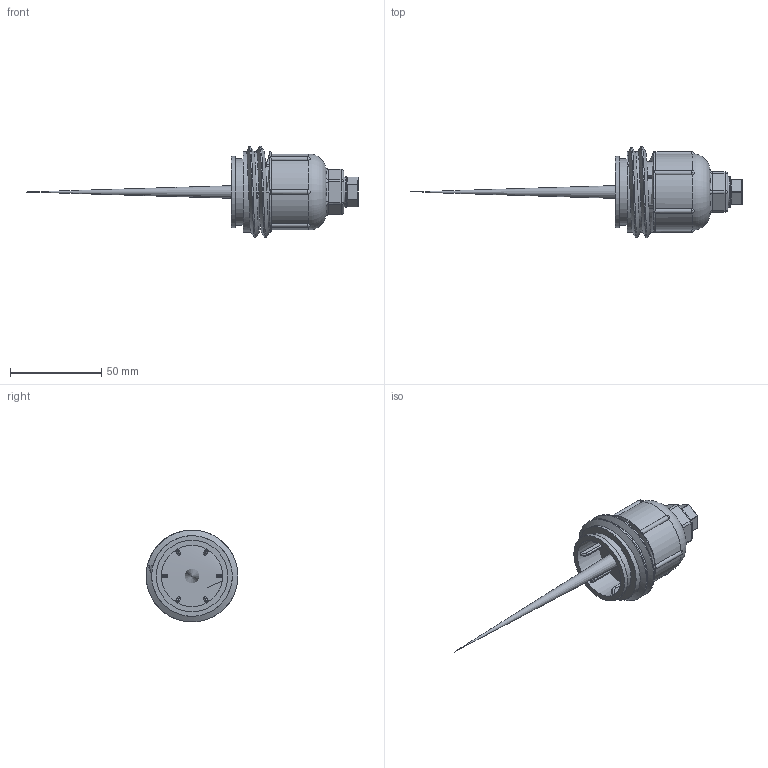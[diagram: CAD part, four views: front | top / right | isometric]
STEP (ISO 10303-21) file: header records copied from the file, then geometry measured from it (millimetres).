
FILE_DESCRIPTION(/* description */ ('3/4" LINE STRAINER CAP'),/* implementation_level */ '2;1');
FILE_NAME(/* name */ 'LS075-C1.stp',/* time_stamp */ '2018-08-27T07:58:34-04:00',/* author */ ('MJC'),/* organization */ (''),/* preprocessor_version */ 'ST-DEVELOPER v17',/* originating_system */ 'Autodesk Inventor 2018',/* authorisation */ '');
FILE_SCHEMA (('AUTOMOTIVE_DESIGN { 1 0 10303 214 3 1 1 }'));
Length unit declared in the file: inch
Products named in the file (4): LS075-C1; 12723; 12724; LS075XC1
Assembly tree (3 placements, depth 2):
  LS075-C1
    12723
    12724
    LS075XC1
Bounding box: 182.01 x 50.3 x 50.31 mm (x, y, z)
Volume: 41271.1 mm3; surface area: 26900 mm2
Topology: 3 solids, 3 shells, 303 faces, 780 edges, 475 vertices
Faces by surface type: cylinder 100, bspline 64, plane 62, torus 43, sphere 19, cone 15
Full cylindrical faces by diameter (mm): 6.096 x1, 13.462 x1, 16.764 x1, 17.145 x1, 33.528 x1, 36.322 x1, 39.243 x1, 44.196 x3, 50.305 x1
Entity records: 13515 total; most frequent: CARTESIAN_POINT 6460, ORIENTED_EDGE 1528, DIRECTION 1364, EDGE_CURVE 764, AXIS2_PLACEMENT_3D 579, VERTEX_POINT 473, CIRCLE 333, EDGE_LOOP 313
